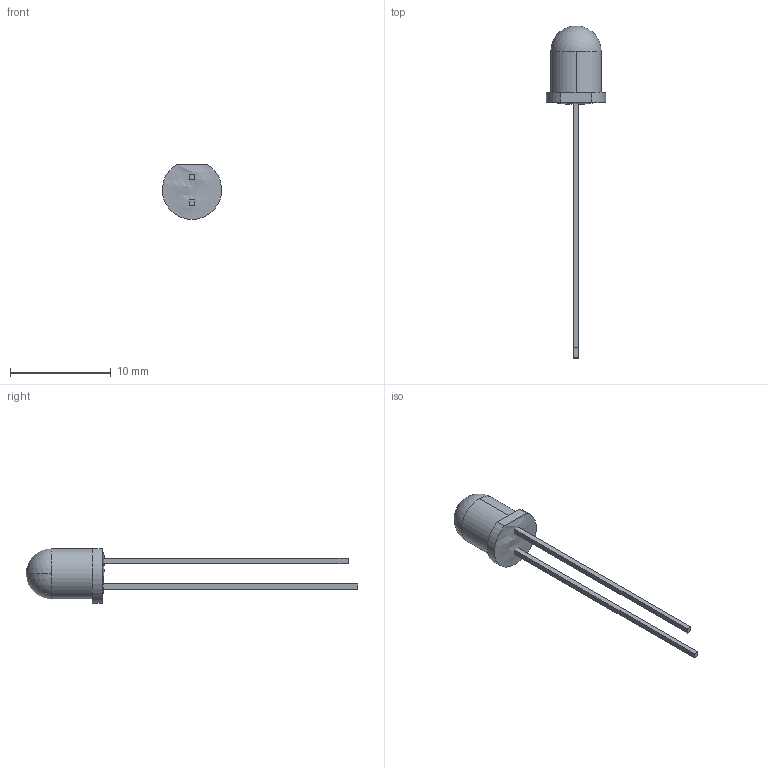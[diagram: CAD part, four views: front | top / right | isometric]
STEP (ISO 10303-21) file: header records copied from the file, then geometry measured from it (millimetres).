
FILE_DESCRIPTION (( 'STEP AP203' ), '1' );
FILE_NAME ('VAOL led 5XXX - .299 length.STEP', '2017-03-06T16:46:34', ( '' ), ( '' ), 'SwSTEP 2.0', 'SolidWorks 2016', '' );
FILE_SCHEMA (( 'CONFIG_CONTROL_DESIGN' ));
Length unit declared in the file: inch
Products named in the file (1): VAOL led 5XXX - .299 length
Bounding box: 5.89 x 32.99 x 5.45 mm (x, y, z)
Surface area: 256.9 mm2 (no closed solid volume)
Topology: 0 solids, 4 shells, 19 faces, 48 edges, 31 vertices
Faces by surface type: plane 12, cylinder 4, sphere 2, bspline 1
Entity records: 1122 total; most frequent: CARTESIAN_POINT 596, DIRECTION 97, ORIENTED_EDGE 79, EDGE_CURVE 46, VECTOR 33, LINE 33, AXIS2_PLACEMENT_3D 32, VERTEX_POINT 31
